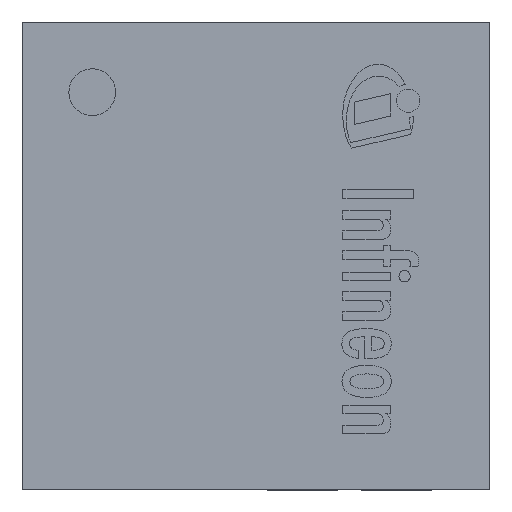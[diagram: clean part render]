
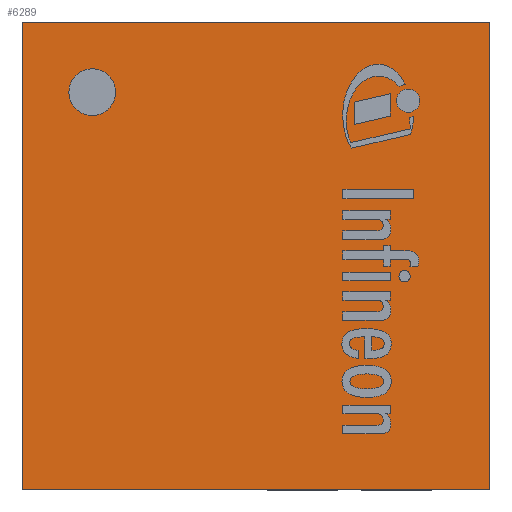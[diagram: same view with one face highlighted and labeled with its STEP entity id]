
A CAD part, top view. The second image highlights one B-rep face of the part: STEP entity #6289.
In plain terms, the highlighted planar face has unit normal (0, 0, 1).
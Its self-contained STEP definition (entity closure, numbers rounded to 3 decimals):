
#98=LINE('',#9479,#717);
#102=LINE('',#9487,#721);
#105=LINE('',#9493,#724);
#108=LINE('',#9498,#727);
#717=VECTOR('',#7440,1.);
#721=VECTOR('',#7446,1.);
#724=VECTOR('',#7451,1.);
#727=VECTOR('',#7456,1.);
#1341=PLANE('',#6726);
#1573=FACE_BOUND('',#1983,.T.);
#1587=FACE_OUTER_BOUND('',#1982,.T.);
#1982=EDGE_LOOP('',(#4274,#4275,#4276,#4277));
#1983=EDGE_LOOP('',(#4278));
#2378=CIRCLE('',#6719,0.25);
#2694=VERTEX_POINT('',#9471);
#2696=VERTEX_POINT('',#9477);
#2697=VERTEX_POINT('',#9478);
#2700=VERTEX_POINT('',#9486);
#2702=VERTEX_POINT('',#9492);
#3320=EDGE_CURVE('',#2694,#2694,#2378,.T.);
#3322=EDGE_CURVE('',#2696,#2697,#98,.T.);
#3326=EDGE_CURVE('',#2697,#2700,#102,.T.);
#3329=EDGE_CURVE('',#2700,#2702,#105,.T.);
#3332=EDGE_CURVE('',#2702,#2696,#108,.T.);
#4274=ORIENTED_EDGE('',*,*,#3322,.F.);
#4275=ORIENTED_EDGE('',*,*,#3332,.F.);
#4276=ORIENTED_EDGE('',*,*,#3329,.F.);
#4277=ORIENTED_EDGE('',*,*,#3326,.F.);
#4278=ORIENTED_EDGE('',*,*,#3320,.T.);
#6289=ADVANCED_FACE('',(#1587,#1573),#1341,.T.);
#6719=AXIS2_PLACEMENT_3D('',#9472,#7432,#7433);
#6726=AXIS2_PLACEMENT_3D('',#9500,#7458,#7459);
#7432=DIRECTION('center_axis',(0.,0.,
-1.));
#7433=DIRECTION('ref_axis',(0.,-1.,0.));
#7440=DIRECTION('',(-1.,0.,0.));
#7446=DIRECTION('',(0.,1.,0.));
#7451=DIRECTION('',(1.,0.,0.));
#7456=DIRECTION('',(0.,-1.,0.));
#7458=DIRECTION('center_axis',(0.,0.,
1.));
#7459=DIRECTION('ref_axis',(0.,-1.,0.));
#9471=CARTESIAN_POINT('',(-1.75,2.,0.7));
#9472=CARTESIAN_POINT('Origin',(-1.75,1.75,0.7));
#9477=CARTESIAN_POINT('',(2.5,-2.5,0.7));
#9478=CARTESIAN_POINT('',(-2.5,-2.5,0.7));
#9479=CARTESIAN_POINT('',(2.5,-2.5,0.7));
#9486=CARTESIAN_POINT('',(-2.5,2.5,0.7));
#9487=CARTESIAN_POINT('',(-2.5,-2.5,0.7));
#9492=CARTESIAN_POINT('',(2.5,2.5,0.7));
#9493=CARTESIAN_POINT('',(-2.5,2.5,0.7));
#9498=CARTESIAN_POINT('',(2.5,2.5,0.7));
#9500=CARTESIAN_POINT('Origin',(0.,0.,
0.7));
